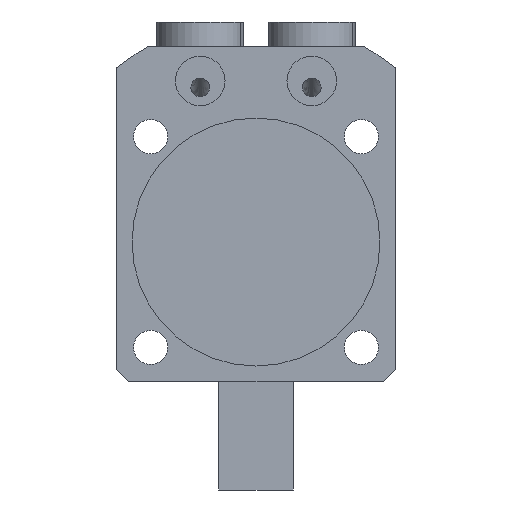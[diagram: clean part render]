
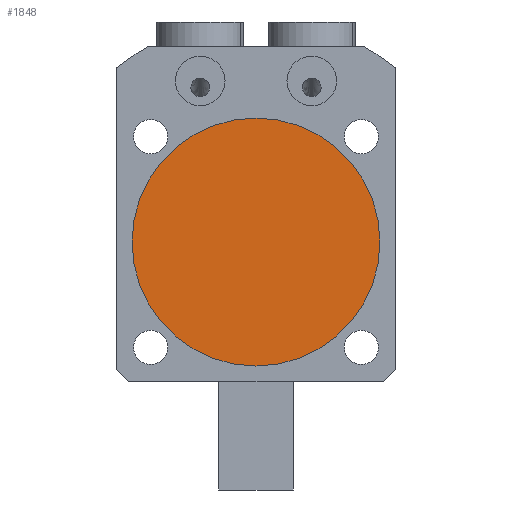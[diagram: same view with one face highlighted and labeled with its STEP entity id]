
A CAD part, front view. The second image highlights one B-rep face of the part: STEP entity #1848.
In plain terms, the highlighted planar face has unit normal (0, -1, 0).
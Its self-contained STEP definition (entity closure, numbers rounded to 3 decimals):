
#1456 = DIRECTION ( 'NONE',  ( 0., 0., -1. ) ) ;
#1458 = DIRECTION ( 'NONE',  ( 0., -1., 0. ) ) ;
#1467 = CARTESIAN_POINT ( 'NONE',  ( 0., 0., 0. ) ) ;
#1701 = AXIS2_PLACEMENT_3D ( 'NONE', #6654, #6624, #6599 ) ;
#1848 = ADVANCED_FACE ( 'NONE', ( #2852 ), #2204, .T. ) ;
#1994 = EDGE_CURVE ( 'NONE', #7998, #6292, #2714, .T. ) ;
#2101 = DIRECTION ( 'NONE',  ( 0., 0., -1. ) ) ;
#2105 = DIRECTION ( 'NONE',  ( 0., -1., 0. ) ) ;
#2204 = PLANE ( 'NONE',  #7166 ) ;
#2255 = ORIENTED_EDGE ( 'NONE', *, *, #1994, .T. ) ;
#2564 = CARTESIAN_POINT ( 'NONE',  ( 15., 0., 0. ) ) ;
#2714 = CIRCLE ( 'NONE', #6581, 20. ) ;
#2852 = FACE_OUTER_BOUND ( 'NONE', #2988, .T. ) ;
#2988 = EDGE_LOOP ( 'NONE', ( #5645, #2255 ) ) ;
#3848 = CARTESIAN_POINT ( 'NONE',  ( 0., 0., -20. ) ) ;
#5524 = CIRCLE ( 'NONE', #1701, 20. ) ;
#5645 = ORIENTED_EDGE ( 'NONE', *, *, #7849, .T. ) ;
#6151 = CARTESIAN_POINT ( 'NONE',  ( 0., 0., 20. ) ) ;
#6292 = VERTEX_POINT ( 'NONE', #3848 ) ;
#6581 = AXIS2_PLACEMENT_3D ( 'NONE', #1467, #1458, #1456 ) ;
#6599 = DIRECTION ( 'NONE',  ( 0., 0., -1. ) ) ;
#6624 = DIRECTION ( 'NONE',  ( 0., -1., 0. ) ) ;
#6654 = CARTESIAN_POINT ( 'NONE',  ( 0., 0., 0. ) ) ;
#7166 = AXIS2_PLACEMENT_3D ( 'NONE', #2564, #2105, #2101 ) ;
#7849 = EDGE_CURVE ( 'NONE', #6292, #7998, #5524, .T. ) ;
#7998 = VERTEX_POINT ( 'NONE', #6151 ) ;
